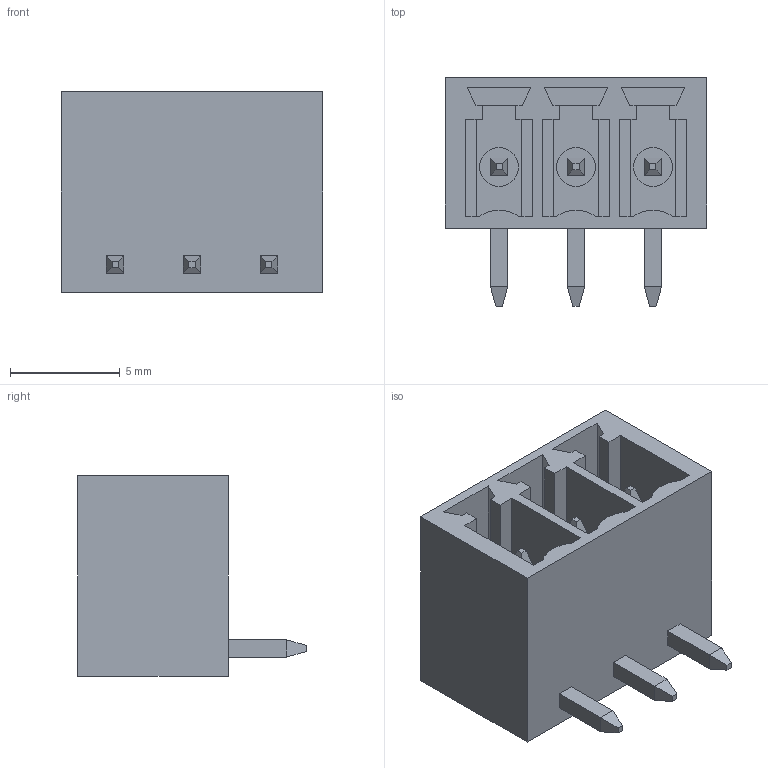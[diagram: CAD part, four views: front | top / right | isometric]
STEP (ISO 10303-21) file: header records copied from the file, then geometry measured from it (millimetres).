
FILE_DESCRIPTION((''),'2;1');
FILE_NAME('395021003','2015-01-20T',('me'),(''),'PRO/ENGINEER BY PARAMETRIC TECHNOLOGY CORPORATION, 2011490','PRO/ENGINEER BY PARAMETRIC TECHNOLOGY CORPORATION, 2011490','');
FILE_SCHEMA(('CONFIG_CONTROL_DESIGN'));
Length unit declared in the file: inch
Products named in the file (1): 395021003
Bounding box: 11.91 x 10.41 x 9.14 mm (x, y, z)
Volume: 406.8 mm3; surface area: 1132.7 mm2
Topology: 1 solids, 1 shells, 126 faces, 321 edges, 212 vertices
Faces by surface type: plane 117, cylinder 9
Entity records: 3751 total; most frequent: CARTESIAN_POINT 648, ORIENTED_EDGE 624, DIRECTION 599, EDGE_CURVE 312, VECTOR 297, LINE 297, VERTEX_POINT 200, AXIS2_PLACEMENT_3D 151
